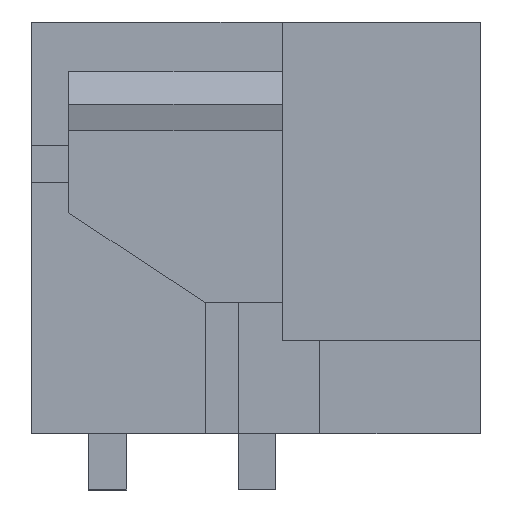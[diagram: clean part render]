
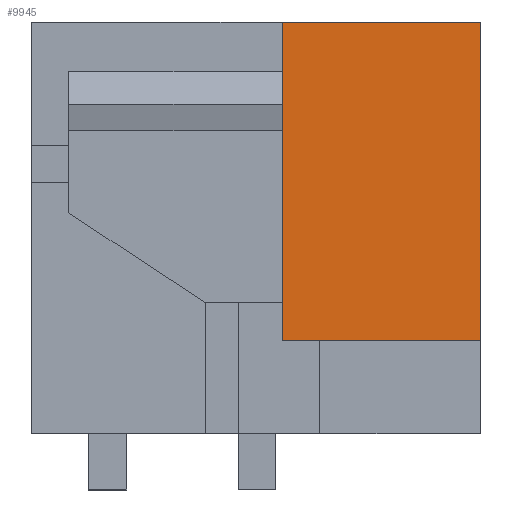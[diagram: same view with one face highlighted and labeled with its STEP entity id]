
A CAD part, left-side view. The second image highlights one B-rep face of the part: STEP entity #9945.
In plain terms, the highlighted planar face has unit normal (-1, 0, 0).
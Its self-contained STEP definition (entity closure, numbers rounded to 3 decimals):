
#9932=AXIS2_PLACEMENT_3D('Plane Axis2P3D',#9929,#9930,#9931) ;
#485=CARTESIAN_POINT('Vertex',(-40.28,-12.,12.5)) ;
#488=CARTESIAN_POINT('Line Origine',(-40.28,-12.,8.25)) ;
#492=CARTESIAN_POINT('Vertex',(-40.28,-12.,4.)) ;
#1217=CARTESIAN_POINT('Vertex',(-40.28,-6.7,12.5)) ;
#1220=CARTESIAN_POINT('Line Origine',(-40.28,-9.35,12.5)) ;
#9791=CARTESIAN_POINT('Line Origine',(-40.28,-9.35,4.)) ;
#9795=CARTESIAN_POINT('Vertex',(-40.28,-6.7,4.)) ;
#9929=CARTESIAN_POINT('Axis2P3D Location',(-40.28,0.,12.5)) ;
#9934=CARTESIAN_POINT('Line Origine',(-40.28,-6.7,8.25)) ;
#489=DIRECTION('Vector Direction',(0.,0.,-1.)) ;
#1221=DIRECTION('Vector Direction',(0.,-1.,0.)) ;
#9792=DIRECTION('Vector Direction',(0.,-1.,0.)) ;
#9930=DIRECTION('Axis2P3D Direction',(-1.,0.,0.)) ;
#9931=DIRECTION('Axis2P3D XDirection',(0.,0.,-1.)) ;
#9935=DIRECTION('Vector Direction',(0.,0.,-1.)) ;
#490=VECTOR('Line Direction',#489,1.) ;
#1222=VECTOR('Line Direction',#1221,1.) ;
#9793=VECTOR('Line Direction',#9792,1.) ;
#9936=VECTOR('Line Direction',#9935,1.) ;
#9940=ORIENTED_EDGE('',*,*,#9938,.F.) ;
#9941=ORIENTED_EDGE('',*,*,#9797,.T.) ;
#9942=ORIENTED_EDGE('',*,*,#494,.F.) ;
#9943=ORIENTED_EDGE('',*,*,#1224,.F.) ;
#9945=ADVANCED_FACE('Housing',(#9944),#9933,.T.) ;
#494=EDGE_CURVE('',#486,#493,#491,.T.) ;
#1224=EDGE_CURVE('',#1218,#486,#1223,.T.) ;
#9797=EDGE_CURVE('',#9796,#493,#9794,.T.) ;
#9938=EDGE_CURVE('',#9796,#1218,#9937,.F.) ;
#9939=EDGE_LOOP('',(#9940,#9941,#9942,#9943)) ;
#9944=FACE_OUTER_BOUND('',#9939,.T.) ;
#491=LINE('Line',#488,#490) ;
#1223=LINE('Line',#1220,#1222) ;
#9794=LINE('Line',#9791,#9793) ;
#9937=LINE('Line',#9934,#9936) ;
#9933=PLANE('',#9932) ;
#486=VERTEX_POINT('',#485) ;
#493=VERTEX_POINT('',#492) ;
#1218=VERTEX_POINT('',#1217) ;
#9796=VERTEX_POINT('',#9795) ;
